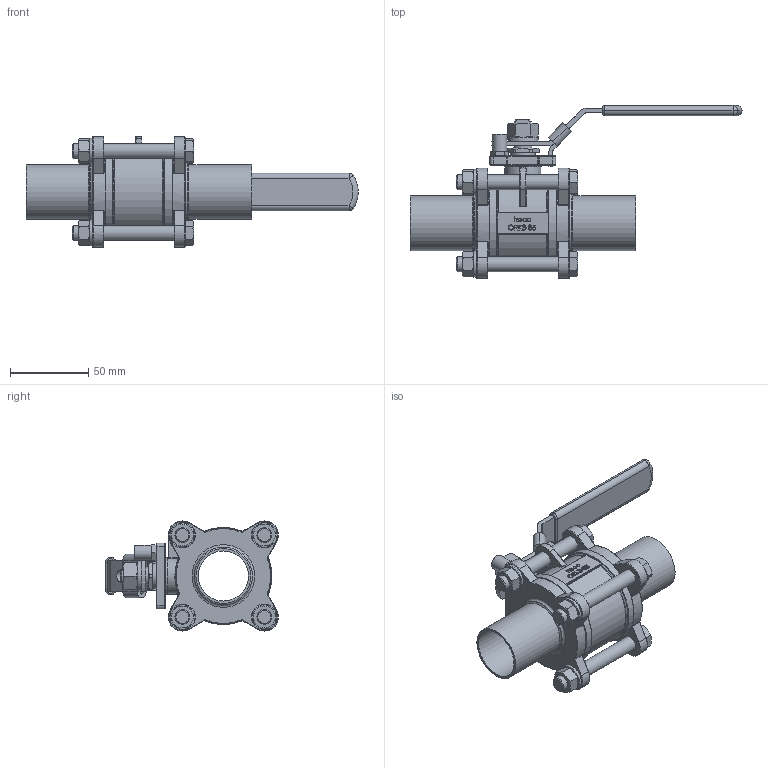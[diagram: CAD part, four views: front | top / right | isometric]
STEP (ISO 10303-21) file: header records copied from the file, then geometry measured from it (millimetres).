
FILE_DESCRIPTION (( 'STEP AP214' ), '1' );
FILE_NAME ('ORK3-35 Kugelhahn DIN11852 heco.STEP', '2015-06-02T08:13:15', ( 'test' ), ( '' ), 'SwSTEP 2.0', 'SolidWorks 2011', '' );
FILE_SCHEMA (( 'AUTOMOTIVE_DESIGN' ));
Length unit declared in the file: millimetre
Products named in the file (1): ORK3-35 Kugelhahn DIN11852 heco
Bounding box: 211.94 x 110.41 x 70.33 mm (x, y, z)
Volume: 212171.4 mm3; surface area: 73286 mm2
Topology: 1 solids, 1 shells, 984 faces, 2386 edges, 1453 vertices
Faces by surface type: plane 331, bspline 233, cylinder 189, torus 106, cone 103, sphere 22
Full cylindrical faces by diameter (mm): 4.2 x4, 8 x1, 9.4 x1, 9.5 x8, 10.5 x9, 11.5 x1, 15.88 x1, 16.5 x4, 19.5 x1, 23 x1, 32 x1, 35 x2, 37 x2, 61 x2, 62 x2
Entity records: 49907 total; most frequent: CARTESIAN_POINT 18076, ORIENTED_EDGE 4568, DIRECTION 3817, EDGE_CURVE 2284, VERTEX_POINT 1434, AXIS2_PLACEMENT_3D 1429, EDGE_LOOP 1142, FACE_OUTER_BOUND 1036
